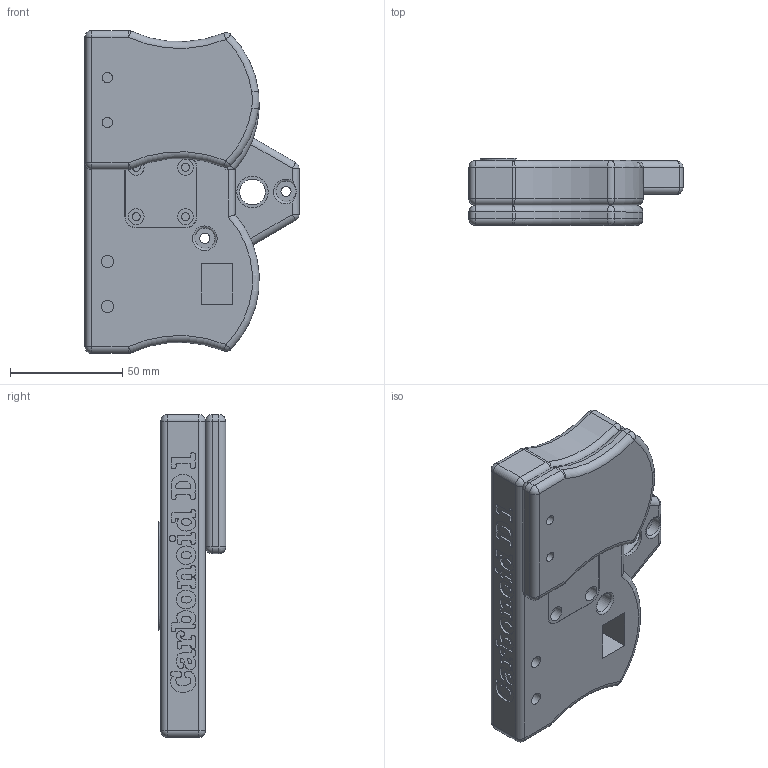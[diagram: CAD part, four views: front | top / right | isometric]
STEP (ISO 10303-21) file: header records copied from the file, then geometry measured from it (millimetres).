
FILE_DESCRIPTION(/* description */ (''),/* implementation_level */ '2;1');
FILE_NAME(/* name */ 'extruder_holders.step',/* time_stamp */ '2018-07-21T13:59:47+02:00',/* author */ (''),/* organization */ (''),/* preprocessor_version */ 'ST-DEVELOPER v17',/* originating_system */ 'Autodesk Translation Framework v7.1.0.215',/* authorisation */ '');
FILE_SCHEMA (('AUTOMOTIVE_DESIGN { 1 0 10303 214 3 1 1 }'));
Length unit declared in the file: millimetre
Products named in the file (5): extruder_holders; DualExtruderHolder; DualExtruderLid; TypePlate; MotorMountCover
Assembly tree (4 placements, depth 2):
  extruder_holders
    DualExtruderHolder
    DualExtruderLid
    TypePlate
    MotorMountCover
Bounding box: 95.51 x 30 x 144 mm (x, y, z)
Volume: 218820.6 mm3; surface area: 55749.5 mm2
Topology: 4 solids, 4 shells, 915 faces, 2471 edges, 1622 vertices
Faces by surface type: bspline 517, plane 227, cylinder 112, torus 30, sphere 28, cone 1
Full cylindrical faces by diameter (mm): 3.5 x4, 3.8 x8, 4.5 x5, 5.5 x4, 7 x4, 9 x3, 11.5 x1, 14 x1
Entity records: 33829 total; most frequent: CARTESIAN_POINT 13997, ORIENTED_EDGE 4942, DIRECTION 2514, EDGE_CURVE 2471, VERTEX_POINT 1622, LINE 1092, VECTOR 1092, B_SPLINE_CURVE_WITH_KNOTS 1075
